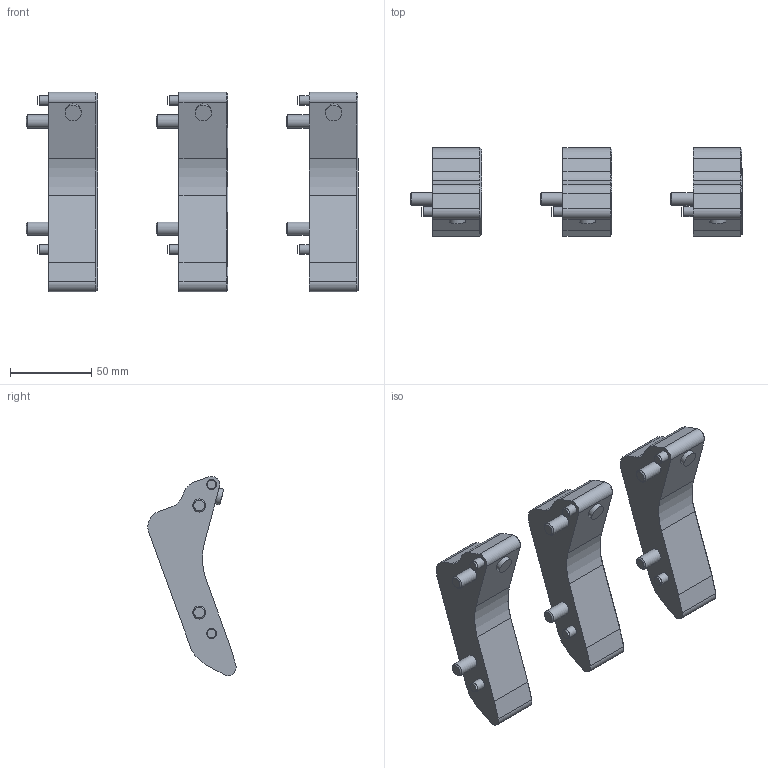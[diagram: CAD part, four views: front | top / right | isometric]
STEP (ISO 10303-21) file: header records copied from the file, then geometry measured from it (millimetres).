
FILE_DESCRIPTION(/* description */ ('Norm.iam Teamplte'),/* implementation_level */ '2;1');
FILE_NAME(/* name */ 'MT_BGR00109202_Endanschlge.stp',/* time_stamp */ '2026-02-10T14:25:40+01:00',/* author */ ('michael.schutter'),/* organization */ (''),/* preprocessor_version */ 'ST-DEVELOPER v19.2',/* originating_system */ 'Autodesk Inventor 2023',/* authorisation */ '');
FILE_SCHEMA (('AUTOMOTIVE_DESIGN { 1 0 10303 214 3 1 1 }'));
Length unit declared in the file: millimetre
Products named in the file (2): MT_BGR00110562; MT_WST00121813
Assembly tree (3 placements, depth 2):
  MT_BGR00110562
    MT_WST00121813  x3
Bounding box: 204 x 54.27 x 122.44 mm (x, y, z)
Volume: 279082.4 mm3; surface area: 52546.6 mm2
Topology: 3 solids, 3 shells, 210 faces, 480 edges, 303 vertices
Faces by surface type: plane 117, cylinder 48, cone 39, torus 6
Full cylindrical faces by diameter (mm): 6 x6, 8 x6, 10 x3, 13 x6, 15 x6
Entity records: 2117 total; most frequent: CARTESIAN_POINT 362, DIRECTION 345, ORIENTED_EDGE 316, EDGE_CURVE 158, AXIS2_PLACEMENT_3D 126, VERTEX_POINT 101, LINE 93, VECTOR 93
